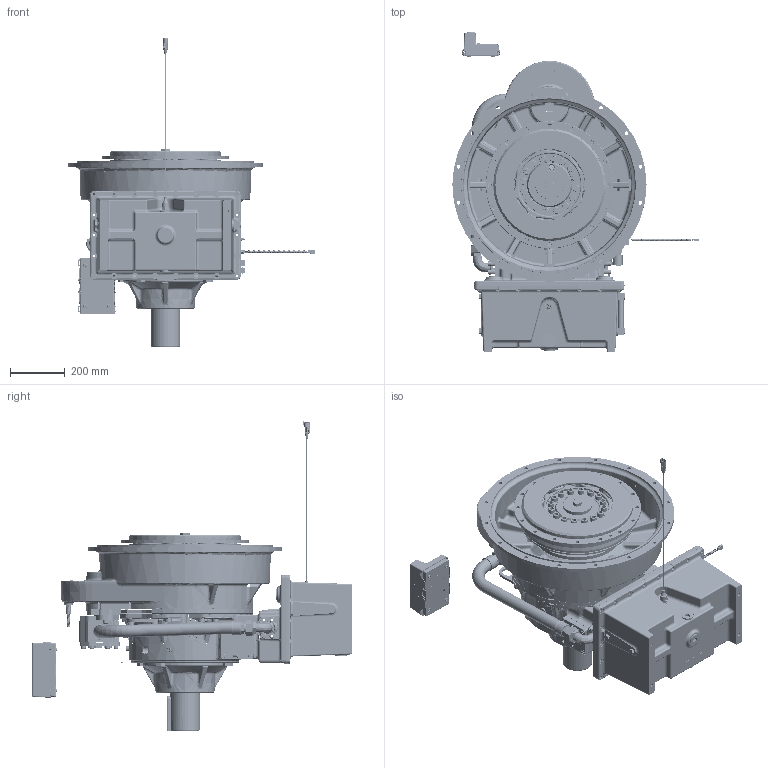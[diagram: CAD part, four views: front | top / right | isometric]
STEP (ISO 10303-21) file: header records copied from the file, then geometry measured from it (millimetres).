
FILE_DESCRIPTION (( 'STEP AP214' ), '1' );
FILE_NAME ('1027950R.step', '2021-06-30T05:20:36', ( 'TDI' ), ( 'Twin Disc Inc' ), 'SwSTEP 2.0', 'SolidWorks 2019', '' );
FILE_SCHEMA (( 'AUTOMOTIVE_DESIGN' ));
Length unit declared in the file: millimetre
Products named in the file (1): 1027950R
Bounding box: 905.68 x 1171.05 x 1132.15 mm (x, y, z)
Surface area: 4522399.1 mm2 (no closed solid volume)
Topology: 0 solids, 743 shells, 4978 faces, 26449 edges, 21909 vertices
Faces by surface type: plane 1865, cylinder 1511, bspline 650, cone 503, torus 336, sphere 113
Entity records: 457712 total; most frequent: CARTESIAN_POINT 210935, ORIENTED_EDGE 35568, DIRECTION 35083, EDGE_CURVE 26379, VERTEX_POINT 21899, VECTOR 12993, LINE 12993, AXIS2_PLACEMENT_3D 11045
